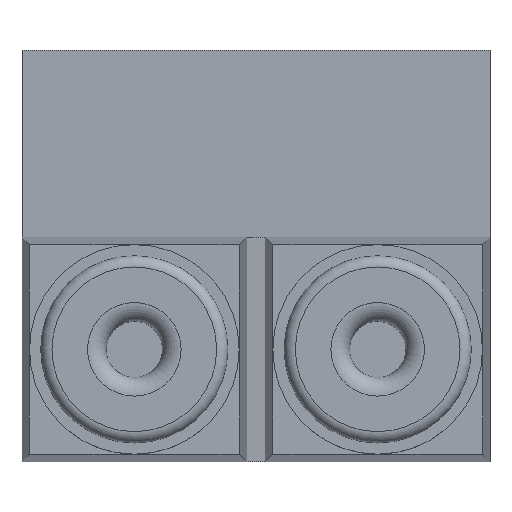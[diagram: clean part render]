
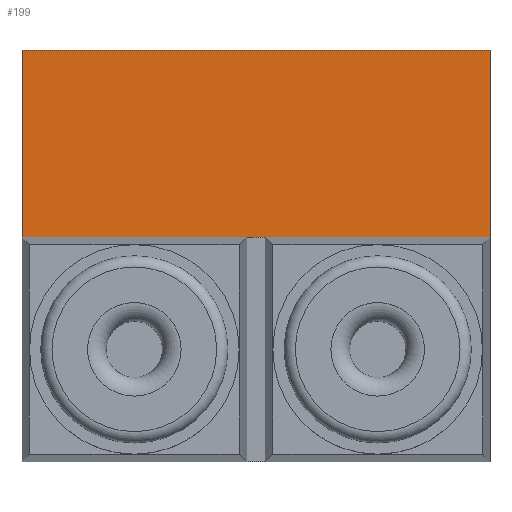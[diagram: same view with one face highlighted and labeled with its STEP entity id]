
A CAD part, top view. The second image highlights one B-rep face of the part: STEP entity #199.
In plain terms, the highlighted planar face has unit normal (0, 0, 1).
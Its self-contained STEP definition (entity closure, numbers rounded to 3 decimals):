
#199=ADVANCED_FACE('',(#275),#239,.F.);
#239=PLANE('',#838);
#275=FACE_OUTER_BOUND('',#343,.T.);
#343=EDGE_LOOP('',(#492,#493,#494,#495));
#492=ORIENTED_EDGE('',*,*,#644,.T.);
#493=ORIENTED_EDGE('',*,*,#645,.F.);
#494=ORIENTED_EDGE('',*,*,#646,.F.);
#495=ORIENTED_EDGE('',*,*,#641,.T.);
#563=VERTEX_POINT('',#1226);
#564=VERTEX_POINT('',#1228);
#566=VERTEX_POINT('',#1234);
#567=VERTEX_POINT('',#1236);
#641=EDGE_CURVE('',#564,#563,#697,.T.);
#644=EDGE_CURVE('',#563,#566,#700,.T.);
#645=EDGE_CURVE('',#567,#566,#701,.T.);
#646=EDGE_CURVE('',#564,#567,#702,.T.);
#697=LINE('',#1227,#753);
#700=LINE('',#1233,#756);
#701=LINE('',#1235,#757);
#702=LINE('',#1237,#758);
#753=VECTOR('',#1034,1.);
#756=VECTOR('',#1039,1.);
#757=VECTOR('',#1040,1.);
#758=VECTOR('',#1041,1.);
#838=AXIS2_PLACEMENT_3D('',#1238,#1042,#1043);
#1034=DIRECTION('',(0.,-1.,0.));
#1039=DIRECTION('',(1.,0.,0.));
#1040=DIRECTION('',(0.,-1.,0.));
#1041=DIRECTION('',(1.,0.,0.));
#1042=DIRECTION('',(0.,0.,-1.));
#1043=DIRECTION('',(-1.,0.,0.));
#1226=CARTESIAN_POINT('',(-6.25,3.,0.1));
#1227=CARTESIAN_POINT('',(-6.25,8.,0.1));
#1228=CARTESIAN_POINT('',(-6.25,8.,0.1));
#1233=CARTESIAN_POINT('',(-6.25,3.,0.1));
#1234=CARTESIAN_POINT('',(6.25,3.,0.1));
#1235=CARTESIAN_POINT('',(6.25,8.,0.1));
#1236=CARTESIAN_POINT('',(6.25,8.,0.1));
#1237=CARTESIAN_POINT('',(-6.25,8.,0.1));
#1238=CARTESIAN_POINT('',(-6.25,8.,0.1));
